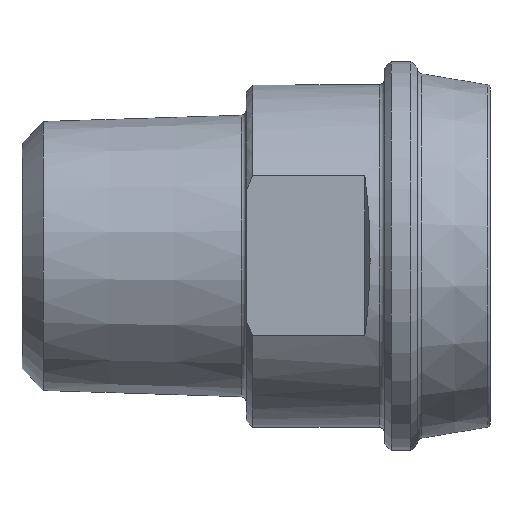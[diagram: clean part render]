
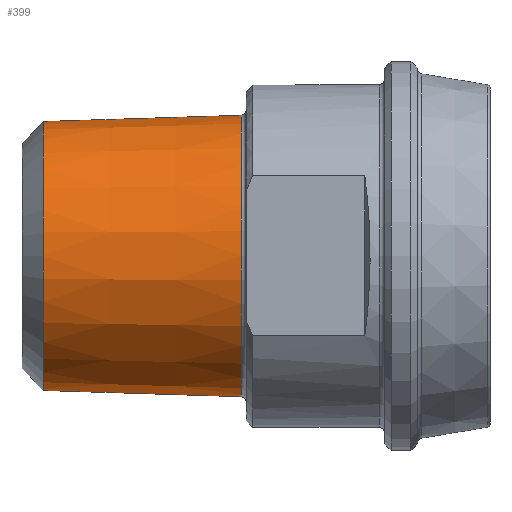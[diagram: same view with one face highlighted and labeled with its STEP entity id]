
A CAD part, top view. The second image highlights one B-rep face of the part: STEP entity #399.
In plain terms, the highlighted conical face has half-angle 1.8 degrees and reference radius 10.417 mm.
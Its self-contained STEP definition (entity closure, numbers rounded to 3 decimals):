
#43=FACE_OUTER_BOUND('',#68,.T.);
#68=EDGE_LOOP('',(#274,#275,#276,#277,#278,#279));
#98=LINE('',#665,#116);
#116=VECTOR('',#521,10.417);
#133=CIRCLE('',#444,10.2);
#134=CIRCLE('',#445,10.2);
#136=CIRCLE('',#448,10.672);
#137=CIRCLE('',#449,10.672);
#169=VERTEX_POINT('',#654);
#170=VERTEX_POINT('',#655);
#172=VERTEX_POINT('',#662);
#173=VERTEX_POINT('',#663);
#209=EDGE_CURVE('',#169,#170,#133,.T.);
#210=EDGE_CURVE('',#170,#169,#134,.T.);
#213=EDGE_CURVE('',#172,#173,#136,.T.);
#214=EDGE_CURVE('',#172,#170,#98,.T.);
#215=EDGE_CURVE('',#173,#172,#137,.T.);
#274=ORIENTED_EDGE('',*,*,#213,.F.);
#275=ORIENTED_EDGE('',*,*,#214,.T.);
#276=ORIENTED_EDGE('',*,*,#209,.F.);
#277=ORIENTED_EDGE('',*,*,#210,.F.);
#278=ORIENTED_EDGE('',*,*,#214,.F.);
#279=ORIENTED_EDGE('',*,*,#215,.F.);
#390=CONICAL_SURFACE('',#447,10.417,0.031);
#399=ADVANCED_FACE('',(#43),#390,.T.);
#444=AXIS2_PLACEMENT_3D('',#656,#510,#511);
#445=AXIS2_PLACEMENT_3D('',#657,#512,#513);
#447=AXIS2_PLACEMENT_3D('',#661,#517,#518);
#448=AXIS2_PLACEMENT_3D('',#664,#519,#520);
#449=AXIS2_PLACEMENT_3D('',#666,#522,#523);
#510=DIRECTION('center_axis',(-1.,0.,0.));
#511=DIRECTION('ref_axis',(0.,-1.,0.));
#512=DIRECTION('center_axis',(-1.,0.,0.));
#513=DIRECTION('ref_axis',(0.,-1.,0.));
#517=DIRECTION('center_axis',(1.,0.,0.));
#518=DIRECTION('ref_axis',(0.,1.,0.));
#519=DIRECTION('center_axis',(1.,0.,0.));
#520=DIRECTION('ref_axis',(0.,-1.,0.));
#521=DIRECTION('',(-1.,0.031,0.));
#522=DIRECTION('center_axis',(1.,0.,0.));
#523=DIRECTION('ref_axis',(0.,-1.,0.));
#654=CARTESIAN_POINT('',(-33.901,10.2,0.));
#655=CARTESIAN_POINT('',(-33.901,-10.2,0.));
#656=CARTESIAN_POINT('Origin',(-33.901,0.,0.));
#657=CARTESIAN_POINT('Origin',(-33.901,0.,0.));
#661=CARTESIAN_POINT('Origin',(-27.,0.,0.));
#662=CARTESIAN_POINT('',(-18.887,-10.672,0.));
#663=CARTESIAN_POINT('',(-18.887,0.,10.672));
#664=CARTESIAN_POINT('Origin',(-18.887,0.,0.));
#665=CARTESIAN_POINT('',(-27.,-10.417,0.));
#666=CARTESIAN_POINT('Origin',(-18.887,0.,0.));
